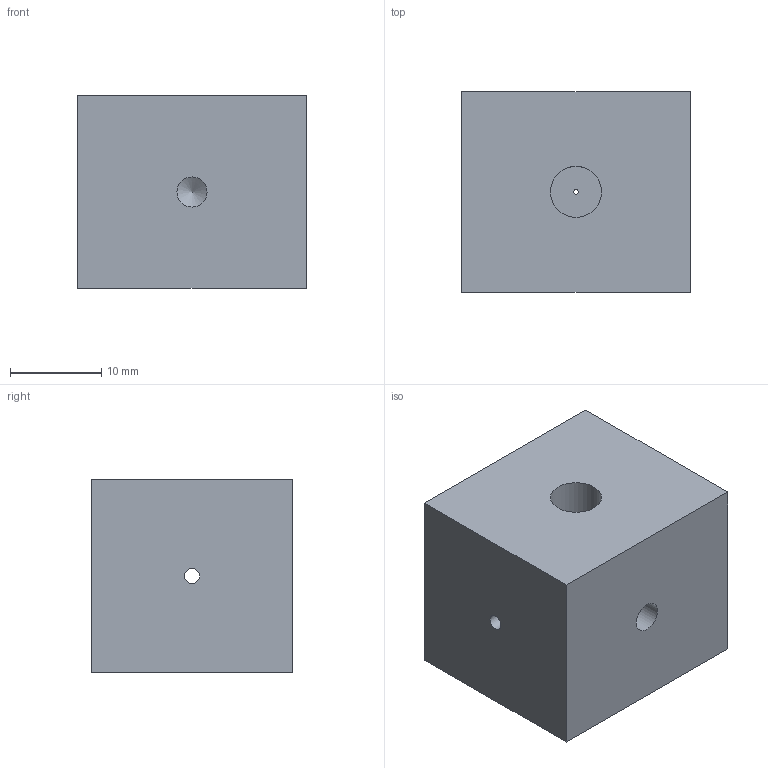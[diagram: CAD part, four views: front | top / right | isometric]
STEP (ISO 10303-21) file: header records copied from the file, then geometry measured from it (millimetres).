
FILE_DESCRIPTION(/* description */ ('STEP AP242 Edition 2','CAx-IF Rec.Pracs.---Representation and Presentation of Product Manufacturing Information (PMI)---4.0---2014-10-13','CAx-IF Rec.Pracs.---3D Tessellated Geometry---0.4---2014-09-14','2;1','CAx-IF Rec.Pracs.---User Defined Attributes---1.5---2016-08-15'),/* implementation_level */ '2;1');
FILE_NAME(/* name */ '6939b00459659455d3ce05a7',/* time_stamp */ '2025-12-10T17:38:12Z',/* author */ (''),/* organization */ (''),/* preprocessor_version */ 'ST-DEVELOPER v20',/* originating_system */ 'ONSHAPE BY PTC INC, 1.207',/* authorisation */ ' ');
FILE_SCHEMA (('AP242_MANAGED_MODEL_BASED_3D_ENGINEERING_MIM_LF { 1 0 10303 442 3 1 4 }'));
Length unit declared in the file: metre
Products named in the file (1): Part 1
Bounding box: 25 x 22 x 21.08 mm (x, y, z)
Volume: 10957 mm3; surface area: 3664.8 mm2
Topology: 1 solids, 1 shells, 18 faces, 41 edges, 27 vertices
Faces by surface type: plane 9, cylinder 8, cone 1
Full cylindrical faces by diameter (mm): 0.5 x3, 1.68 x1, 3.3 x1, 5.6 x3
Entity records: 487 total; most frequent: CARTESIAN_POINT 90, DIRECTION 76, ORIENTED_EDGE 56, FACE_BOUND 39, EDGE_LOOP 38, AXIS2_PLACEMENT_3D 32, EDGE_CURVE 28, VERTEX_POINT 25
